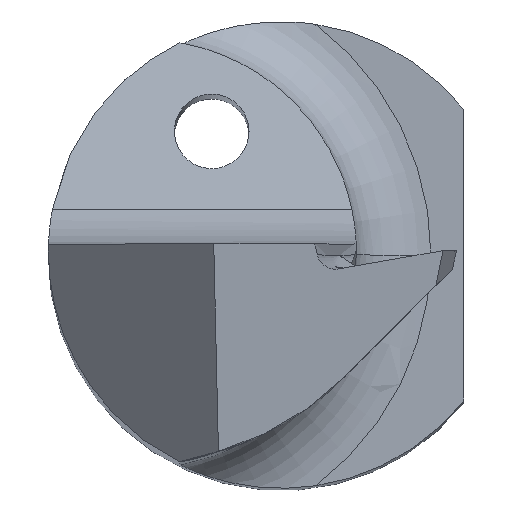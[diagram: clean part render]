
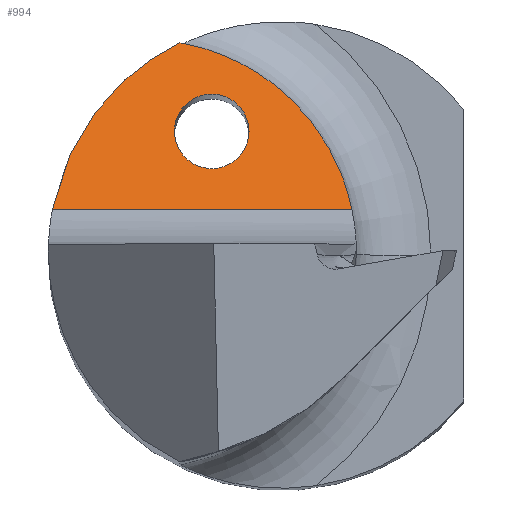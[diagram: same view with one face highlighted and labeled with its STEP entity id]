
A CAD part, top view. The second image highlights one B-rep face of the part: STEP entity #994.
In plain terms, the highlighted planar face has unit normal (0, 0.766, 0.643).
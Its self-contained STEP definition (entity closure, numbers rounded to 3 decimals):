
#10 = EDGE_LOOP ( 'NONE', ( #771, #634 ) ) ;
#14 = CARTESIAN_POINT ( 'NONE',  ( -2.5, 0.459, 31.138 ) ) ;
#22 = CARTESIAN_POINT ( 'NONE',  ( -1.15, 2.099, 29.184 ) ) ;
#62 =( BOUNDED_CURVE ( )  B_SPLINE_CURVE ( 3, ( #1190, #98, #273, #180 ),
 .UNSPECIFIED., .F., .T. ) 
 B_SPLINE_CURVE_WITH_KNOTS ( ( 4, 4 ),
 ( 4.897, 5.832 ),
 .UNSPECIFIED. ) 
 CURVE ( )  GEOMETRIC_REPRESENTATION_ITEM ( )  RATIONAL_B_SPLINE_CURVE ( ( 1., 0.928, 0.928, 1. ) ) 
 REPRESENTATION_ITEM ( '' )  );
#98 = CARTESIAN_POINT ( 'NONE',  ( -2.309, 1.255, 30.19 ) ) ;
#119 = FACE_BOUND ( 'NONE', #10, .T. ) ;
#125 = CARTESIAN_POINT ( 'NONE',  ( -0.35, 1.299, 30.137 ) ) ;
#157 =( BOUNDED_CURVE ( )  B_SPLINE_CURVE ( 3, ( #212, #532, #626, #510 ),
 .UNSPECIFIED., .F., .T. ) 
 B_SPLINE_CURVE_WITH_KNOTS ( ( 4, 4 ),
 ( 0.174, 1.368 ),
 .UNSPECIFIED. ) 
 CURVE ( )  GEOMETRIC_REPRESENTATION_ITEM ( )  RATIONAL_B_SPLINE_CURVE ( ( 1., 0.885, 0.885, 1. ) ) 
 REPRESENTATION_ITEM ( '' )  );
#180 = CARTESIAN_POINT ( 'NONE',  ( -1.09, 2.25, 29.004 ) ) ;
#188 = VERTEX_POINT ( 'NONE', #378 ) ;
#212 = CARTESIAN_POINT ( 'NONE',  ( -1.09, 2.25, 29.004 ) ) ;
#252 = CARTESIAN_POINT ( 'NONE',  ( -1.15, 1.299, 30.137 ) ) ;
#265 = CARTESIAN_POINT ( 'NONE',  ( -0.35, 1.299, 30.137 ) ) ;
#271 = AXIS2_PLACEMENT_3D ( 'NONE', #14, #826, #412 ) ;
#273 = CARTESIAN_POINT ( 'NONE',  ( -1.818, 1.897, 29.424 ) ) ;
#316 = LINE ( 'NONE', #725, #1030 ) ;
#347 = ORIENTED_EDGE ( 'NONE', *, *, #516, .T. ) ;
#378 = CARTESIAN_POINT ( 'NONE',  ( -2.457, 0.459, 31.138 ) ) ;
#412 = DIRECTION ( 'NONE',  ( 0., 0.643, -0.766 ) ) ;
#426 = CARTESIAN_POINT ( 'NONE',  ( -1.15, 0.499, 31.091 ) ) ;
#510 = CARTESIAN_POINT ( 'NONE',  ( 0.753, 0.459, 31.138 ) ) ;
#516 = EDGE_CURVE ( 'NONE', #188, #1138, #316, .T. ) ;
#527 = DIRECTION ( 'NONE',  ( 1., 0., 0. ) ) ;
#532 = CARTESIAN_POINT ( 'NONE',  ( -0.136, 2.083, 29.203 ) ) ;
#583 = EDGE_CURVE ( 'NONE', #689, #700, #879, .T. ) ;
#626 = CARTESIAN_POINT ( 'NONE',  ( 0.559, 1.408, 30.008 ) ) ;
#634 = ORIENTED_EDGE ( 'NONE', *, *, #583, .F. ) ;
#689 = VERTEX_POINT ( 'NONE', #265 ) ;
#700 = VERTEX_POINT ( 'NONE', #252 ) ;
#725 = CARTESIAN_POINT ( 'NONE',  ( -2.5, 0.459, 31.138 ) ) ;
#771 = ORIENTED_EDGE ( 'NONE', *, *, #1018, .F. ) ;
#826 = DIRECTION ( 'NONE',  ( 0., -0.766, -0.643 ) ) ;
#829 = CARTESIAN_POINT ( 'NONE',  ( -0.35, 2.099, 29.184 ) ) ;
#879 =( BOUNDED_CURVE ( )  B_SPLINE_CURVE ( 3, ( #1262, #829, #22, #1242 ),
 .UNSPECIFIED., .F., .F. ) 
 B_SPLINE_CURVE_WITH_KNOTS ( ( 4, 4 ),
 ( 4.712, 7.854 ),
 .UNSPECIFIED. ) 
 CURVE ( )  GEOMETRIC_REPRESENTATION_ITEM ( )  RATIONAL_B_SPLINE_CURVE ( ( 1., 0.333, 0.333, 1. ) ) 
 REPRESENTATION_ITEM ( '' )  );
#926 = PLANE ( 'NONE',  #271 ) ;
#942 = EDGE_CURVE ( 'NONE', #1110, #1138, #157, .T. ) ;
#984 = CARTESIAN_POINT ( 'NONE',  ( 0.753, 0.459, 31.138 ) ) ;
#994 = ADVANCED_FACE ( 'NONE', ( #119, #1141 ), #926, .F. ) ;
#1011 = ORIENTED_EDGE ( 'NONE', *, *, #1232, .F. ) ;
#1018 = EDGE_CURVE ( 'NONE', #700, #689, #1105, .T. ) ;
#1030 = VECTOR ( 'NONE', #527, 1000. ) ;
#1038 = CARTESIAN_POINT ( 'NONE',  ( -0.35, 0.499, 31.091 ) ) ;
#1105 =( BOUNDED_CURVE ( )  B_SPLINE_CURVE ( 3, ( #1133, #426, #1038, #125 ),
 .UNSPECIFIED., .F., .T. ) 
 B_SPLINE_CURVE_WITH_KNOTS ( ( 4, 4 ),
 ( 1.571, 4.712 ),
 .UNSPECIFIED. ) 
 CURVE ( )  GEOMETRIC_REPRESENTATION_ITEM ( )  RATIONAL_B_SPLINE_CURVE ( ( 1., 0.333, 0.333, 1. ) ) 
 REPRESENTATION_ITEM ( '' )  );
#1106 = EDGE_LOOP ( 'NONE', ( #347, #1290, #1011 ) ) ;
#1110 = VERTEX_POINT ( 'NONE', #1159 ) ;
#1133 = CARTESIAN_POINT ( 'NONE',  ( -1.15, 1.299, 30.137 ) ) ;
#1138 = VERTEX_POINT ( 'NONE', #984 ) ;
#1141 = FACE_OUTER_BOUND ( 'NONE', #1106, .T. ) ;
#1159 = CARTESIAN_POINT ( 'NONE',  ( -1.09, 2.25, 29.004 ) ) ;
#1190 = CARTESIAN_POINT ( 'NONE',  ( -2.457, 0.459, 31.138 ) ) ;
#1232 = EDGE_CURVE ( 'NONE', #188, #1110, #62, .T. ) ;
#1242 = CARTESIAN_POINT ( 'NONE',  ( -1.15, 1.299, 30.137 ) ) ;
#1262 = CARTESIAN_POINT ( 'NONE',  ( -0.35, 1.299, 30.137 ) ) ;
#1290 = ORIENTED_EDGE ( 'NONE', *, *, #942, .F. ) ;
